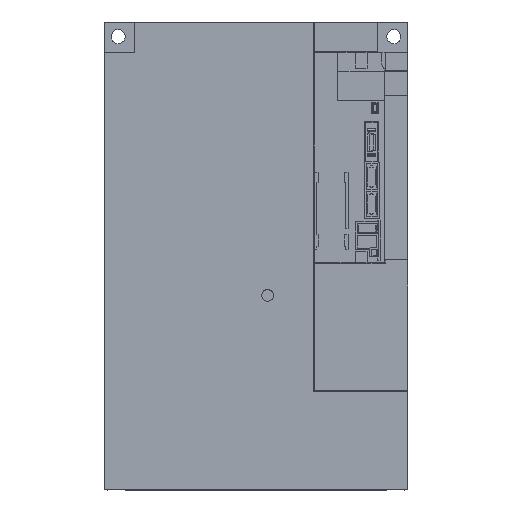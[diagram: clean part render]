
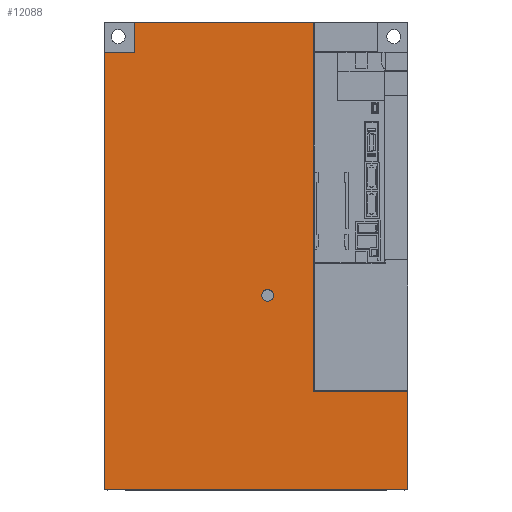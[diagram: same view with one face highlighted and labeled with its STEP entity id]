
A CAD part, top view. The second image highlights one B-rep face of the part: STEP entity #12088.
In plain terms, the highlighted planar face has unit normal (0, 0, 1).
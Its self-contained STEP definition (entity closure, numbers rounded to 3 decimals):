
#8721 = VERTEX_POINT ( 'NONE', #20920 ) ;
#11888 = VERTEX_POINT ( 'NONE', #26059 ) ;
#11890 = EDGE_CURVE ( 'NONE', #11891, #11888, #26122, .T. ) ;
#11891 = VERTEX_POINT ( 'NONE', #26118 ) ;
#12002 = EDGE_CURVE ( 'NONE', #12003, #12069, #26272, .T. ) ;
#12003 = VERTEX_POINT ( 'NONE', #26268 ) ;
#12042 = EDGE_CURVE ( 'NONE', #12061, #12068, #26348, .T. ) ;
#12050 = EDGE_CURVE ( 'NONE', #12068, #12051, #26334, .T. ) ;
#12051 = VERTEX_POINT ( 'NONE', #26330 ) ;
#12055 = EDGE_CURVE ( 'NONE', #12069, #8721, #26329, .T. ) ;
#12061 = VERTEX_POINT ( 'NONE', #26380 ) ;
#12063 = EDGE_CURVE ( 'NONE', #8721, #12061, #26379, .T. ) ;
#12068 = VERTEX_POINT ( 'NONE', #26369 ) ;
#12069 = VERTEX_POINT ( 'NONE', #26368 ) ;
#12087 = EDGE_CURVE ( 'NONE', #11888, #11891, #26406, .T. ) ;
#12088 = ADVANCED_FACE ( 'NONE', ( #26402, #26401 ), #26400, .T. ) ;
#12089 = EDGE_LOOP ( 'NONE', ( #12090, #12091 ) ) ;
#12090 = ORIENTED_EDGE ( 'NONE', *, *, #11890, .T. ) ;
#12091 = ORIENTED_EDGE ( 'NONE', *, *, #12087, .T. ) ;
#12092 = EDGE_LOOP ( 'NONE', ( #12146, #12147, #12148, #12149, #12150, #12151, #12152, #12153 ) ) ;
#12094 = EDGE_CURVE ( 'NONE', #12114, #12095, #26395, .T. ) ;
#12095 = VERTEX_POINT ( 'NONE', #26391 ) ;
#12103 = EDGE_CURVE ( 'NONE', #12095, #12003, #26446, .T. ) ;
#12114 = VERTEX_POINT ( 'NONE', #26428 ) ;
#12116 = EDGE_CURVE ( 'NONE', #12051, #12114, #26427, .T. ) ;
#12146 = ORIENTED_EDGE ( 'NONE', *, *, #12094, .T. ) ;
#12147 = ORIENTED_EDGE ( 'NONE', *, *, #12103, .T. ) ;
#12148 = ORIENTED_EDGE ( 'NONE', *, *, #12002, .T. ) ;
#12149 = ORIENTED_EDGE ( 'NONE', *, *, #12055, .T. ) ;
#12150 = ORIENTED_EDGE ( 'NONE', *, *, #12063, .T. ) ;
#12151 = ORIENTED_EDGE ( 'NONE', *, *, #12042, .T. ) ;
#12152 = ORIENTED_EDGE ( 'NONE', *, *, #12050, .T. ) ;
#12153 = ORIENTED_EDGE ( 'NONE', *, *, #12116, .T. ) ;
#20920 = CARTESIAN_POINT ( 'NONE',  ( 130., -200., 27. ) ) ;
#26058 = CARTESIAN_POINT ( 'NONE',  ( 10., -34., 27. ) ) ;
#26059 = CARTESIAN_POINT ( 'NONE',  ( 5., -34., 27. ) ) ;
#26118 = CARTESIAN_POINT ( 'NONE',  ( 15., -34., 27. ) ) ;
#26119 = DIRECTION ( 'NONE',  ( 1., 0., 0. ) ) ;
#26120 = DIRECTION ( 'NONE',  ( 0., 0., -1. ) ) ;
#26121 = AXIS2_PLACEMENT_3D ( 'NONE', #26058, #26120, #26119 ) ;
#26122 = CIRCLE ( 'NONE', #26121, 5. ) ;
#26268 = CARTESIAN_POINT ( 'NONE',  ( -130., 174., 27. ) ) ;
#26269 = DIRECTION ( 'NONE',  ( 0., -1., 0. ) ) ;
#26270 = VECTOR ( 'NONE', #26269, 1000. ) ;
#26271 = CARTESIAN_POINT ( 'NONE',  ( -130., 0., 27. ) ) ;
#26272 = LINE ( 'NONE', #26271, #26270 ) ;
#26326 = DIRECTION ( 'NONE',  ( 1., 0., 0. ) ) ;
#26327 = VECTOR ( 'NONE', #26326, 1000. ) ;
#26328 = CARTESIAN_POINT ( 'NONE',  ( 0., -200., 27. ) ) ;
#26329 = LINE ( 'NONE', #26328, #26327 ) ;
#26330 = CARTESIAN_POINT ( 'NONE',  ( 49.5, 200., 27. ) ) ;
#26331 = DIRECTION ( 'NONE',  ( 0., 1., 0. ) ) ;
#26332 = VECTOR ( 'NONE', #26331, 1000. ) ;
#26333 = CARTESIAN_POINT ( 'NONE',  ( 49.5, 0., 27. ) ) ;
#26334 = LINE ( 'NONE', #26333, #26332 ) ;
#26345 = DIRECTION ( 'NONE',  ( -1., 0., 0. ) ) ;
#26346 = VECTOR ( 'NONE', #26345, 1000. ) ;
#26347 = CARTESIAN_POINT ( 'NONE',  ( 0., -116., 27. ) ) ;
#26348 = LINE ( 'NONE', #26347, #26346 ) ;
#26368 = CARTESIAN_POINT ( 'NONE',  ( -130., -200., 27. ) ) ;
#26369 = CARTESIAN_POINT ( 'NONE',  ( 49.5, -116., 27. ) ) ;
#26376 = DIRECTION ( 'NONE',  ( 0., 1., 0. ) ) ;
#26377 = VECTOR ( 'NONE', #26376, 1000. ) ;
#26378 = CARTESIAN_POINT ( 'NONE',  ( 130., 0., 27. ) ) ;
#26379 = LINE ( 'NONE', #26378, #26377 ) ;
#26380 = CARTESIAN_POINT ( 'NONE',  ( 130., -116., 27. ) ) ;
#26391 = CARTESIAN_POINT ( 'NONE',  ( -104., 174., 27. ) ) ;
#26392 = DIRECTION ( 'NONE',  ( 0., -1., 0. ) ) ;
#26393 = VECTOR ( 'NONE', #26392, 1000. ) ;
#26394 = CARTESIAN_POINT ( 'NONE',  ( -104., 0., 27. ) ) ;
#26395 = LINE ( 'NONE', #26394, #26393 ) ;
#26396 = DIRECTION ( 'NONE',  ( 1., 0., 0. ) ) ;
#26397 = DIRECTION ( 'NONE',  ( 0., 0., 1. ) ) ;
#26398 = CARTESIAN_POINT ( 'NONE',  ( 0., 0., 27. ) ) ;
#26399 = AXIS2_PLACEMENT_3D ( 'NONE', #26398, #26397, #26396 ) ;
#26400 = PLANE ( 'NONE',  #26399 ) ;
#26401 = FACE_OUTER_BOUND ( 'NONE', #12092, .T. ) ;
#26402 = FACE_BOUND ( 'NONE', #12089, .T. ) ;
#26403 = DIRECTION ( 'NONE',  ( 1., 0., 0. ) ) ;
#26404 = DIRECTION ( 'NONE',  ( 0., 0., -1. ) ) ;
#26405 = AXIS2_PLACEMENT_3D ( 'NONE', #26412, #26404, #26403 ) ;
#26406 = CIRCLE ( 'NONE', #26405, 5. ) ;
#26412 = CARTESIAN_POINT ( 'NONE',  ( 10., -34., 27. ) ) ;
#26424 = DIRECTION ( 'NONE',  ( -1., 0., 0. ) ) ;
#26425 = VECTOR ( 'NONE', #26424, 1000. ) ;
#26426 = CARTESIAN_POINT ( 'NONE',  ( 0., 200., 27. ) ) ;
#26427 = LINE ( 'NONE', #26426, #26425 ) ;
#26428 = CARTESIAN_POINT ( 'NONE',  ( -104., 200., 27. ) ) ;
#26443 = DIRECTION ( 'NONE',  ( -1., 0., 0. ) ) ;
#26444 = VECTOR ( 'NONE', #26443, 1000. ) ;
#26445 = CARTESIAN_POINT ( 'NONE',  ( 0., 174., 27. ) ) ;
#26446 = LINE ( 'NONE', #26445, #26444 ) ;
